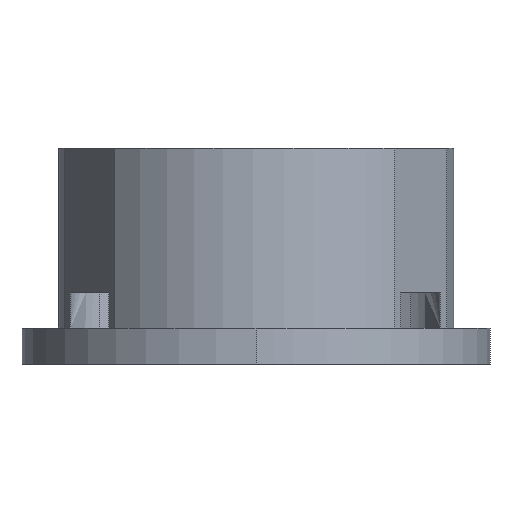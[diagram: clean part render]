
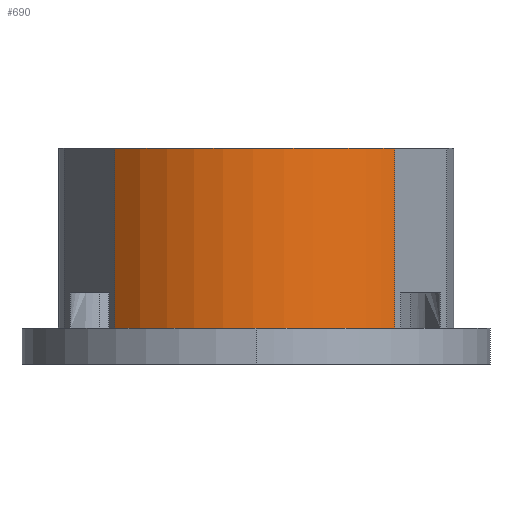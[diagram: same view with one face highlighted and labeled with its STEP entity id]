
A CAD part, front view. The second image highlights one B-rep face of the part: STEP entity #690.
In plain terms, the highlighted free-form (B-spline) face has degree [2, 1] with [3, 2] control points.
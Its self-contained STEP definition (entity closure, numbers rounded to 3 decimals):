
#423=CARTESIAN_POINT('Vertex',(-1362.824,52.037,0.)) ;
#427=CARTESIAN_POINT('Control Point',(-1362.824,52.037,0.)) ;
#428=CARTESIAN_POINT('Control Point',(-1362.824,52.037,10.)) ;
#429=CARTESIAN_POINT('Vertex',(-1362.824,52.037,10.)) ;
#660=CARTESIAN_POINT('Control Point',(-1362.824,52.037,0.)) ;
#661=CARTESIAN_POINT('Control Point',(-1362.824,52.037,10.)) ;
#662=CARTESIAN_POINT('Control Point',(-1355.124,44.181,0.)) ;
#663=CARTESIAN_POINT('Control Point',(-1355.124,44.181,10.)) ;
#664=CARTESIAN_POINT('Control Point',(-1347.269,51.881,0.)) ;
#665=CARTESIAN_POINT('Control Point',(-1347.269,51.881,10.)) ;
#667=CARTESIAN_POINT('Control Point',(-1362.824,52.037,0.)) ;
#668=CARTESIAN_POINT('Control Point',(-1355.124,44.181,0.)) ;
#669=CARTESIAN_POINT('Control Point',(-1347.269,51.881,0.)) ;
#670=CARTESIAN_POINT('Vertex',(-1347.269,51.881,0.)) ;
#674=CARTESIAN_POINT('Control Point',(-1347.269,51.881,0.)) ;
#675=CARTESIAN_POINT('Control Point',(-1347.269,51.881,10.)) ;
#676=CARTESIAN_POINT('Vertex',(-1347.269,51.881,10.)) ;
#680=CARTESIAN_POINT('Control Point',(-1362.824,52.037,10.)) ;
#681=CARTESIAN_POINT('Control Point',(-1355.124,44.181,10.)) ;
#682=CARTESIAN_POINT('Control Point',(-1347.269,51.881,10.)) ;
#685=ORIENTED_EDGE('',*,*,#672,.F.) ;
#686=ORIENTED_EDGE('',*,*,#678,.T.) ;
#687=ORIENTED_EDGE('',*,*,#683,.F.) ;
#688=ORIENTED_EDGE('',*,*,#431,.F.) ;
#690=ADVANCED_FACE('brep_1',(#689),#659,.T.) ;
#431=EDGE_CURVE('',#424,#430,#426,.T.) ;
#672=EDGE_CURVE('',#671,#424,#666,.F.) ;
#678=EDGE_CURVE('',#671,#677,#673,.T.) ;
#683=EDGE_CURVE('',#430,#677,#679,.T.) ;
#684=EDGE_LOOP('',(#685,#686,#687,#688)) ;
#689=FACE_OUTER_BOUND('',#684,.T.) ;
#424=VERTEX_POINT('',#423) ;
#430=VERTEX_POINT('',#429) ;
#671=VERTEX_POINT('',#670) ;
#677=VERTEX_POINT('',#676) ;
#426=(BOUNDED_CURVE()B_SPLINE_CURVE(1,(#427,#428),.UNSPECIFIED.,.F.,.U.)B_SPLINE_CURVE_WITH_KNOTS((2,2),(0.,10.),.UNSPECIFIED.)CURVE()GEOMETRIC_REPRESENTATION_ITEM()RATIONAL_B_SPLINE_CURVE((1.,1.))REPRESENTATION_ITEM('')) ;
#666=(BOUNDED_CURVE()B_SPLINE_CURVE(2,(#667,#668,#669),.UNSPECIFIED.,.F.,.U.)B_SPLINE_CURVE_WITH_KNOTS((3,3),(34.426,56.426),.UNSPECIFIED.)CURVE()GEOMETRIC_REPRESENTATION_ITEM()RATIONAL_B_SPLINE_CURVE((1.,0.707,1.))REPRESENTATION_ITEM('')) ;
#673=(BOUNDED_CURVE()B_SPLINE_CURVE(1,(#674,#675),.UNSPECIFIED.,.F.,.U.)B_SPLINE_CURVE_WITH_KNOTS((2,2),(0.,10.),.UNSPECIFIED.)CURVE()GEOMETRIC_REPRESENTATION_ITEM()RATIONAL_B_SPLINE_CURVE((1.,1.))REPRESENTATION_ITEM('')) ;
#679=(BOUNDED_CURVE()B_SPLINE_CURVE(2,(#680,#681,#682),.UNSPECIFIED.,.F.,.U.)B_SPLINE_CURVE_WITH_KNOTS((3,3),(34.426,56.426),.UNSPECIFIED.)CURVE()GEOMETRIC_REPRESENTATION_ITEM()RATIONAL_B_SPLINE_CURVE((1.,0.707,1.))REPRESENTATION_ITEM('')) ;
#659=(BOUNDED_SURFACE()B_SPLINE_SURFACE(2,1,((#660,#661),(#662,#663),(#664,#665)),.UNSPECIFIED.,.F.,.F.,.U.)B_SPLINE_SURFACE_WITH_KNOTS((3,3),(2,2),(34.426,56.426),(0.,10.),.UNSPECIFIED.)GEOMETRIC_REPRESENTATION_ITEM()RATIONAL_B_SPLINE_SURFACE(((1.,1.),(0.707,0.707),(1.,1.)))REPRESENTATION_ITEM('Rational BSpline Surface')SURFACE()) ;
